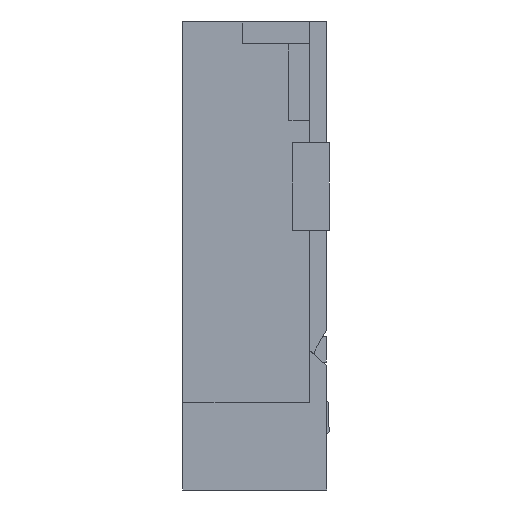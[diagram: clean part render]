
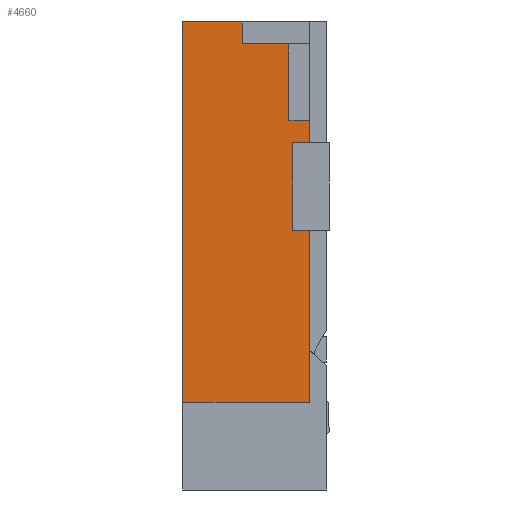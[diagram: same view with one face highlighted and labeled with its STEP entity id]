
A CAD part, left-side view. The second image highlights one B-rep face of the part: STEP entity #4660.
In plain terms, the highlighted planar face has unit normal (-1, 0, 0).
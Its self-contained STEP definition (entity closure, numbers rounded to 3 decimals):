
#210 = VERTEX_POINT ( 'NONE', #8488 ) ;
#211 = VERTEX_POINT ( 'NONE', #8489 ) ;
#212 = VERTEX_POINT ( 'NONE', #8490 ) ;
#213 = VERTEX_POINT ( 'NONE', #8491 ) ;
#214 = VERTEX_POINT ( 'NONE', #8492 ) ;
#215 = VERTEX_POINT ( 'NONE', #8493 ) ;
#222 = VERTEX_POINT ( 'NONE', #8500 ) ;
#223 = VERTEX_POINT ( 'NONE', #8501 ) ;
#3633 = EDGE_LOOP ( 'NONE', ( #6333, #6331, #6332, #6330, #6329, #6328, #6327, #6326 ) ) ;
#4660 = ADVANCED_FACE ( 'NONE', ( #21410 ), #9857, .T. ) ;
#6326 = ORIENTED_EDGE ( 'NONE', *, *, #14045, .T. ) ;
#6327 = ORIENTED_EDGE ( 'NONE', *, *, #14044, .F. ) ;
#6328 = ORIENTED_EDGE ( 'NONE', *, *, #14043, .F. ) ;
#6329 = ORIENTED_EDGE ( 'NONE', *, *, #14042, .T. ) ;
#6330 = ORIENTED_EDGE ( 'NONE', *, *, #14041, .T. ) ;
#6331 = ORIENTED_EDGE ( 'NONE', *, *, #14039, .T. ) ;
#6332 = ORIENTED_EDGE ( 'NONE', *, *, #14040, .T. ) ;
#6333 = ORIENTED_EDGE ( 'NONE', *, *, #14029, .T. ) ;
#8488 = CARTESIAN_POINT ( 'NONE',  ( -4.05, 2., -5.2 ) ) ;
#8489 = CARTESIAN_POINT ( 'NONE',  ( -4.05, 2., 0. ) ) ;
#8490 = CARTESIAN_POINT ( 'NONE',  ( -4.05, 1.19, 0. ) ) ;
#8491 = CARTESIAN_POINT ( 'NONE',  ( -4.05, 1.19, -0.3 ) ) ;
#8492 = CARTESIAN_POINT ( 'NONE',  ( -4.05, 0.55, -0.3 ) ) ;
#8493 = CARTESIAN_POINT ( 'NONE',  ( -4.05, 0.55, -1.35 ) ) ;
#8500 = CARTESIAN_POINT ( 'NONE',  ( -4.05, 0.27, -5.2 ) ) ;
#8501 = CARTESIAN_POINT ( 'NONE',  ( -4.05, 0.27, -1.35 ) ) ;
#9857 = PLANE ( 'NONE',  #22575 ) ;
#10566 = VECTOR ( 'NONE', #13078, 1000. ) ;
#10567 = VECTOR ( 'NONE', #13075, 1000. ) ;
#10569 = VECTOR ( 'NONE', #13072, 1000. ) ;
#10570 = VECTOR ( 'NONE', #13069, 1000. ) ;
#10571 = VECTOR ( 'NONE', #13066, 1000. ) ;
#10572 = VECTOR ( 'NONE', #13063, 1000. ) ;
#10574 = VECTOR ( 'NONE', #13060, 1000. ) ;
#10591 = VECTOR ( 'NONE', #13030, 1000. ) ;
#11207 = CARTESIAN_POINT ( 'NONE',  ( -4.05, 0.27, -5.2 ) ) ;
#11208 = DIRECTION ( 'NONE',  ( -1., 0., 0. ) ) ;
#11209 = DIRECTION ( 'NONE',  ( 0., 0., 1. ) ) ;
#13028 = LINE ( 'NONE', #13029, #10591 ) ;
#13029 = CARTESIAN_POINT ( 'NONE',  ( -4.05, 0.27, -5.2 ) ) ;
#13030 = DIRECTION ( 'NONE',  ( 0., 0., 1. ) ) ;
#13058 = LINE ( 'NONE', #13059, #10574 ) ;
#13059 = CARTESIAN_POINT ( 'NONE',  ( -4.05, 0.27, -1.35 ) ) ;
#13060 = DIRECTION ( 'NONE',  ( 0., 1., 0. ) ) ;
#13061 = LINE ( 'NONE', #13062, #10572 ) ;
#13062 = CARTESIAN_POINT ( 'NONE',  ( -4.05, 0.55, -0.3 ) ) ;
#13063 = DIRECTION ( 'NONE',  ( 0., 0., 1. ) ) ;
#13064 = LINE ( 'NONE', #13065, #10571 ) ;
#13065 = CARTESIAN_POINT ( 'NONE',  ( -4.05, 0.27, -0.3 ) ) ;
#13066 = DIRECTION ( 'NONE',  ( 0., 1., 0. ) ) ;
#13067 = LINE ( 'NONE', #13068, #10570 ) ;
#13068 = CARTESIAN_POINT ( 'NONE',  ( -4.05, 1.19, -0.3 ) ) ;
#13069 = DIRECTION ( 'NONE',  ( 0., 0., 1. ) ) ;
#13070 = LINE ( 'NONE', #13071, #10569 ) ;
#13071 = CARTESIAN_POINT ( 'NONE',  ( -4.05, 0.27, 0. ) ) ;
#13072 = DIRECTION ( 'NONE',  ( 0., -1., 0. ) ) ;
#13073 = LINE ( 'NONE', #13074, #10567 ) ;
#13074 = CARTESIAN_POINT ( 'NONE',  ( -4.05, 2., -5.2 ) ) ;
#13075 = DIRECTION ( 'NONE',  ( 0., 0., 1. ) ) ;
#13076 = LINE ( 'NONE', #13077, #10566 ) ;
#13077 = CARTESIAN_POINT ( 'NONE',  ( -4.05, 0.27, -5.2 ) ) ;
#13078 = DIRECTION ( 'NONE',  ( 0., -1., 0. ) ) ;
#14029 = EDGE_CURVE ( 'NONE', #222, #223, #13028, .T. ) ;
#14039 = EDGE_CURVE ( 'NONE', #223, #215, #13058, .T. ) ;
#14040 = EDGE_CURVE ( 'NONE', #215, #214, #13061, .T. ) ;
#14041 = EDGE_CURVE ( 'NONE', #214, #213, #13064, .T. ) ;
#14042 = EDGE_CURVE ( 'NONE', #213, #212, #13067, .T. ) ;
#14043 = EDGE_CURVE ( 'NONE', #211, #212, #13070, .T. ) ;
#14044 = EDGE_CURVE ( 'NONE', #210, #211, #13073, .T. ) ;
#14045 = EDGE_CURVE ( 'NONE', #210, #222, #13076, .T. ) ;
#21410 = FACE_OUTER_BOUND ( 'NONE', #3633, .T. ) ;
#22575 = AXIS2_PLACEMENT_3D ( 'NONE', #11207, #11208, #11209 ) ;
